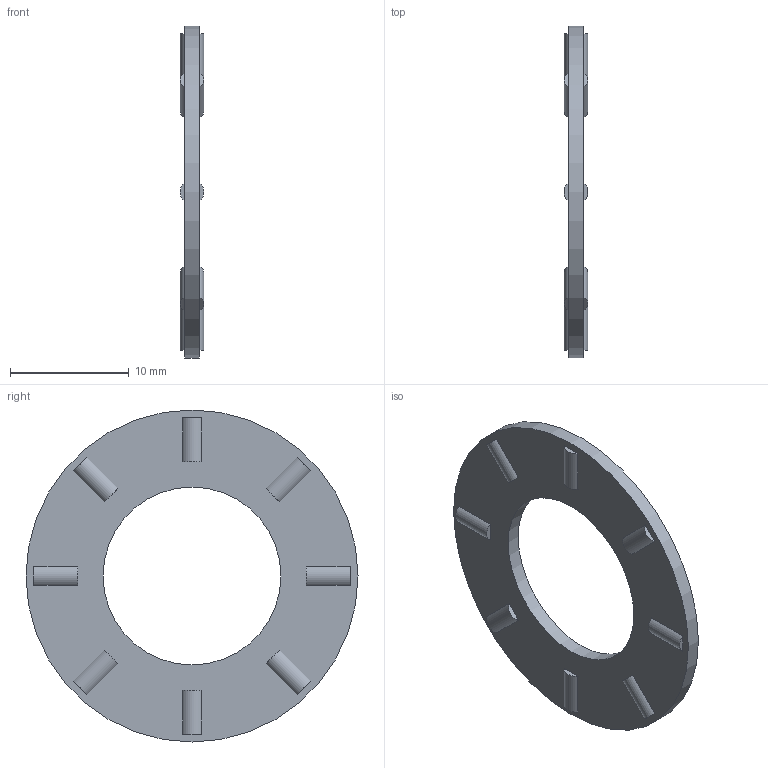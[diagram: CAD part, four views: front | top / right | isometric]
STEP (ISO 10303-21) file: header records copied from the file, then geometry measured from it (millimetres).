
FILE_DESCRIPTION( ( 'STEP AP214' ), '1' );
FILE_NAME( 'michaud_chailly_AXK1528-A_0-10.stp', '2019-10-24T10:49:21', ( '' ), ( '' ), ' ', 'PARTsolutions', ' ' );
FILE_SCHEMA( ( 'AUTOMOTIVE_DESIGN { 1 0 10303 214 1 1 1 1 }' ) );
Length unit declared in the file: millimetre
Products named in the file (3): michaud_chailly_AXK1528-A/0-10; _michaud_chailly_AXK1528-A/0-10_PART1; _michaud_chailly_AXK1528-A/0-10_PART2
Assembly tree (9 placements, depth 2):
  michaud_chailly_AXK1528-A/0-10
    _michaud_chailly_AXK1528-A/0-10_PART1
    _michaud_chailly_AXK1528-A/0-10_PART2  x8
Bounding box: 2 x 28 x 28 mm (x, y, z)
Volume: 553.4 mm3; surface area: 1294.1 mm2
Topology: 9 solids, 9 shells, 60 faces, 126 edges, 84 vertices
Faces by surface type: plane 34, cylinder 26
Full cylindrical faces by diameter (mm): 2 x8, 15 x1, 28 x1
Entity records: 1680 total; most frequent: DIRECTION 238, CARTESIAN_POINT 221, ORIENTED_EDGE 204, EDGE_CURVE 102, AXIS2_PLACEMENT_3D 87, VERTEX_POINT 70, LINE 64, VECTOR 64
